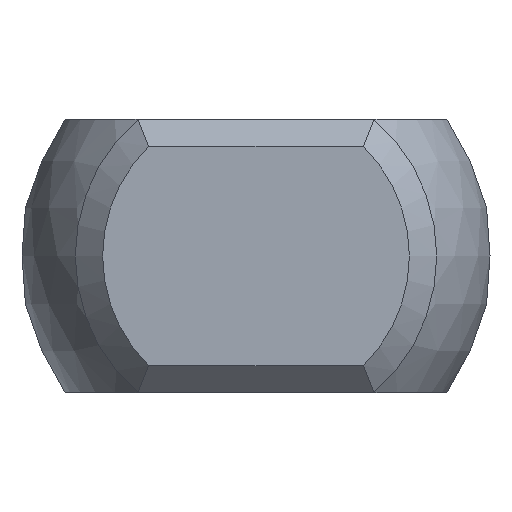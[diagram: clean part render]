
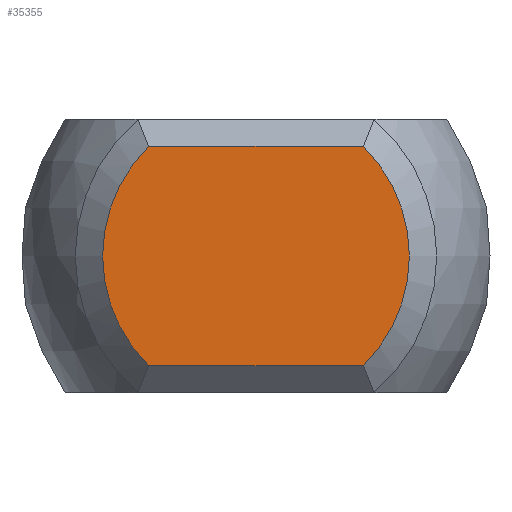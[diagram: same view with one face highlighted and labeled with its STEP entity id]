
A CAD part, left-side view. The second image highlights one B-rep face of the part: STEP entity #35355.
In plain terms, the highlighted planar face has unit normal (-1, 0, 0).
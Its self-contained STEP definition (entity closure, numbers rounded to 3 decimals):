
#33773 = PLANE('',#33774);
#33774 = AXIS2_PLACEMENT_3D('',#33775,#33776,#33777);
#33775 = CARTESIAN_POINT('',(-24.75,3.125,2.25));
#33776 = DIRECTION('',(-0.707,0.,0.707));
#33777 = DIRECTION('',(0.707,0.,0.707));
#34999 = EDGE_CURVE('',#35000,#35002,#35004,.T.);
#35000 = VERTEX_POINT('',#35001);
#35001 = CARTESIAN_POINT('',(-25.,-1.96,-2.));
#35002 = VERTEX_POINT('',#35003);
#35003 = CARTESIAN_POINT('',(-25.,1.96,-2.));
#35004 = SURFACE_CURVE('',#35005,(#35009,#35021),.PCURVE_S1.);
#35005 = LINE('',#35006,#35007);
#35006 = CARTESIAN_POINT('',(-25.,-3.125,-2.));
#35007 = VECTOR('',#35008,1.);
#35008 = DIRECTION('',(0.,1.,0.));
#35009 = PCURVE('',#35010,#35015);
#35010 = PLANE('',#35011);
#35011 = AXIS2_PLACEMENT_3D('',#35012,#35013,#35014);
#35012 = CARTESIAN_POINT('',(-24.75,-3.125,-2.25));
#35013 = DIRECTION('',(-0.707,0.,
    -0.707));
#35014 = DIRECTION('',(-0.707,0.,0.707));
#35015 = DEFINITIONAL_REPRESENTATION('',(#35016),#35020);
#35016 = LINE('',#35017,#35018);
#35017 = CARTESIAN_POINT('',(0.354,0.));
#35018 = VECTOR('',#35019,1.);
#35019 = DIRECTION('',(0.,1.));
#35020 = ( GEOMETRIC_REPRESENTATION_CONTEXT(2) 
PARAMETRIC_REPRESENTATION_CONTEXT() REPRESENTATION_CONTEXT('2D SPACE',''
  ) );
#35021 = PCURVE('',#35022,#35027);
#35022 = PLANE('',#35023);
#35023 = AXIS2_PLACEMENT_3D('',#35024,#35025,#35026);
#35024 = CARTESIAN_POINT('',(-25.,0.,0.));
#35025 = DIRECTION('',(1.,0.,0.));
#35026 = DIRECTION('',(0.,0.,-1.));
#35027 = DEFINITIONAL_REPRESENTATION('',(#35028),#35032);
#35028 = LINE('',#35029,#35030);
#35029 = CARTESIAN_POINT('',(2.,-3.125));
#35030 = VECTOR('',#35031,1.);
#35031 = DIRECTION('',(0.,1.));
#35032 = ( GEOMETRIC_REPRESENTATION_CONTEXT(2) 
PARAMETRIC_REPRESENTATION_CONTEXT() REPRESENTATION_CONTEXT('2D SPACE',''
  ) );
#35052 = CONICAL_SURFACE('',#35053,3.05,0.785);
#35053 = AXIS2_PLACEMENT_3D('',#35054,#35055,#35056);
#35054 = CARTESIAN_POINT('',(-24.75,0.,0.));
#35055 = DIRECTION('',(1.,0.,0.));
#35056 = DIRECTION('',(-0.,1.,0.));
#35102 = CONICAL_SURFACE('',#35103,3.05,0.785);
#35103 = AXIS2_PLACEMENT_3D('',#35104,#35105,#35106);
#35104 = CARTESIAN_POINT('',(-24.75,0.,0.));
#35105 = DIRECTION('',(1.,0.,0.));
#35106 = DIRECTION('',(0.,-1.,0.));
#35116 = EDGE_CURVE('',#35117,#35119,#35121,.T.);
#35117 = VERTEX_POINT('',#35118);
#35118 = CARTESIAN_POINT('',(-25.,1.96,2.));
#35119 = VERTEX_POINT('',#35120);
#35120 = CARTESIAN_POINT('',(-25.,-1.96,2.));
#35121 = SURFACE_CURVE('',#35122,(#35126,#35133),.PCURVE_S1.);
#35122 = LINE('',#35123,#35124);
#35123 = CARTESIAN_POINT('',(-25.,3.125,2.));
#35124 = VECTOR('',#35125,1.);
#35125 = DIRECTION('',(0.,-1.,0.));
#35126 = PCURVE('',#33773,#35127);
#35127 = DEFINITIONAL_REPRESENTATION('',(#35128),#35132);
#35128 = LINE('',#35129,#35130);
#35129 = CARTESIAN_POINT('',(-0.354,0.));
#35130 = VECTOR('',#35131,1.);
#35131 = DIRECTION('',(0.,-1.));
#35132 = ( GEOMETRIC_REPRESENTATION_CONTEXT(2) 
PARAMETRIC_REPRESENTATION_CONTEXT() REPRESENTATION_CONTEXT('2D SPACE',''
  ) );
#35133 = PCURVE('',#35022,#35134);
#35134 = DEFINITIONAL_REPRESENTATION('',(#35135),#35139);
#35135 = LINE('',#35136,#35137);
#35136 = CARTESIAN_POINT('',(-2.,3.125));
#35137 = VECTOR('',#35138,1.);
#35138 = DIRECTION('',(0.,-1.));
#35139 = ( GEOMETRIC_REPRESENTATION_CONTEXT(2) 
PARAMETRIC_REPRESENTATION_CONTEXT() REPRESENTATION_CONTEXT('2D SPACE',''
  ) );
#35212 = EDGE_CURVE('',#35119,#35000,#35213,.T.);
#35213 = SURFACE_CURVE('',#35214,(#35219,#35226),.PCURVE_S1.);
#35214 = CIRCLE('',#35215,2.8);
#35215 = AXIS2_PLACEMENT_3D('',#35216,#35217,#35218);
#35216 = CARTESIAN_POINT('',(-25.,0.,0.));
#35217 = DIRECTION('',(1.,0.,0.));
#35218 = DIRECTION('',(0.,-1.,0.));
#35219 = PCURVE('',#35102,#35220);
#35220 = DEFINITIONAL_REPRESENTATION('',(#35221),#35225);
#35221 = LINE('',#35222,#35223);
#35222 = CARTESIAN_POINT('',(-6.283,-0.25));
#35223 = VECTOR('',#35224,1.);
#35224 = DIRECTION('',(1.,0.));
#35225 = ( GEOMETRIC_REPRESENTATION_CONTEXT(2) 
PARAMETRIC_REPRESENTATION_CONTEXT() REPRESENTATION_CONTEXT('2D SPACE',''
  ) );
#35226 = PCURVE('',#35022,#35227);
#35227 = DEFINITIONAL_REPRESENTATION('',(#35228),#35232);
#35228 = CIRCLE('',#35229,2.8);
#35229 = AXIS2_PLACEMENT_2D('',#35230,#35231);
#35230 = CARTESIAN_POINT('',(0.,0.));
#35231 = DIRECTION('',(0.,-1.));
#35232 = ( GEOMETRIC_REPRESENTATION_CONTEXT(2) 
PARAMETRIC_REPRESENTATION_CONTEXT() REPRESENTATION_CONTEXT('2D SPACE',''
  ) );
#35238 = EDGE_CURVE('',#35002,#35117,#35239,.T.);
#35239 = SURFACE_CURVE('',#35240,(#35245,#35252),.PCURVE_S1.);
#35240 = CIRCLE('',#35241,2.8);
#35241 = AXIS2_PLACEMENT_3D('',#35242,#35243,#35244);
#35242 = CARTESIAN_POINT('',(-25.,0.,0.));
#35243 = DIRECTION('',(1.,0.,0.));
#35244 = DIRECTION('',(-0.,1.,0.));
#35245 = PCURVE('',#35052,#35246);
#35246 = DEFINITIONAL_REPRESENTATION('',(#35247),#35251);
#35247 = LINE('',#35248,#35249);
#35248 = CARTESIAN_POINT('',(0.,-0.25));
#35249 = VECTOR('',#35250,1.);
#35250 = DIRECTION('',(1.,0.));
#35251 = ( GEOMETRIC_REPRESENTATION_CONTEXT(2) 
PARAMETRIC_REPRESENTATION_CONTEXT() REPRESENTATION_CONTEXT('2D SPACE',''
  ) );
#35252 = PCURVE('',#35022,#35253);
#35253 = DEFINITIONAL_REPRESENTATION('',(#35254),#35258);
#35254 = CIRCLE('',#35255,2.8);
#35255 = AXIS2_PLACEMENT_2D('',#35256,#35257);
#35256 = CARTESIAN_POINT('',(0.,0.));
#35257 = DIRECTION('',(0.,1.));
#35258 = ( GEOMETRIC_REPRESENTATION_CONTEXT(2) 
PARAMETRIC_REPRESENTATION_CONTEXT() REPRESENTATION_CONTEXT('2D SPACE',''
  ) );
#35355 = ADVANCED_FACE('',(#35356),#35022,.F.);
#35356 = FACE_BOUND('',#35357,.T.);
#35357 = EDGE_LOOP('',(#35358,#35359,#35360,#35361));
#35358 = ORIENTED_EDGE('',*,*,#35116,.F.);
#35359 = ORIENTED_EDGE('',*,*,#35238,.F.);
#35360 = ORIENTED_EDGE('',*,*,#34999,.F.);
#35361 = ORIENTED_EDGE('',*,*,#35212,.F.);
